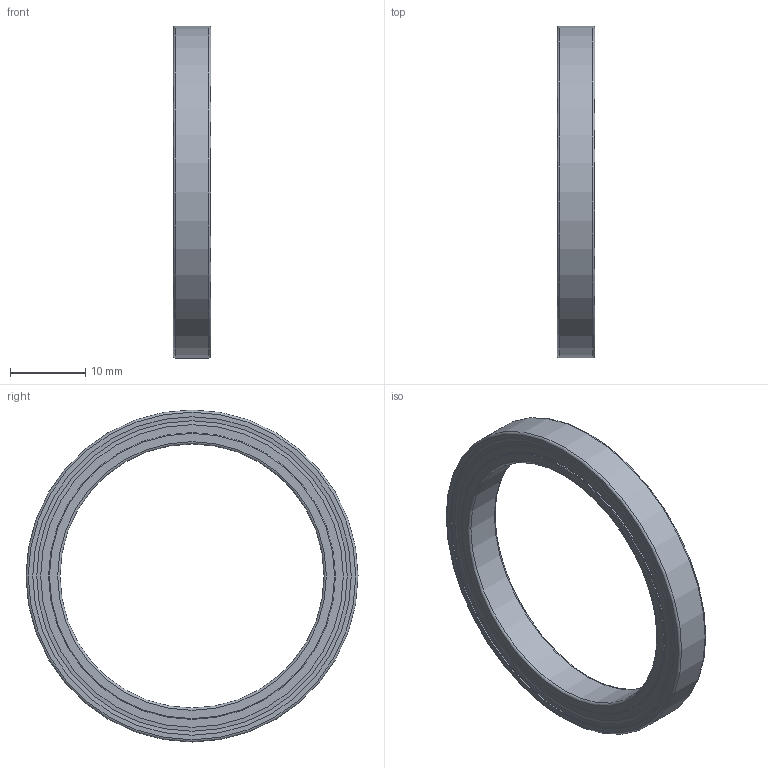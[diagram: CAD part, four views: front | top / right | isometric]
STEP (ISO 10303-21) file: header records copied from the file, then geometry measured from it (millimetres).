
FILE_DESCRIPTION( ( 'STEP AP214' ), ' ' );
FILE_NAME( 'W 61707-2RS1.stp', '2017-04-27T13:53:04', ( '' ), ( '' ), ' ', 'PARTsolutions', ' ' );
FILE_SCHEMA( ( 'AUTOMOTIVE_DESIGN { 1 0 10303 214 1 1 1 1 }' ) );
Length unit declared in the file: millimetre
Products named in the file (4): W 61707-2RS1; _W 61707-2RS1_PART1; _W 61707-2RS1_PART2; _W 61707-2RS1_PART3
Assembly tree (28 placements, depth 2):
  W 61707-2RS1
    _W 61707-2RS1_PART1
    _W 61707-2RS1_PART2
    _W 61707-2RS1_PART3  x26
Bounding box: 5 x 44 x 44 mm (x, y, z)
Volume: 1874.6 mm3; surface area: 4600.4 mm2
Topology: 28 solids, 28 shells, 66 faces, 150 edges, 92 vertices
Faces by surface type: sphere 26, cylinder 12, cone 10, torus 10, plane 8
Full cylindrical faces by diameter (mm): 35 x1, 38 x4, 41.05 x2, 42.2 x4, 44 x1
Entity records: 1440 total; most frequent: DIRECTION 220, CARTESIAN_POINT 155, AXIS2_PLACEMENT_3D 110, EDGE_LOOP 80, ORIENTED_EDGE 80, FACE_OUTER_BOUND 62, VERTEX_POINT 45, STYLED_ITEM 41
